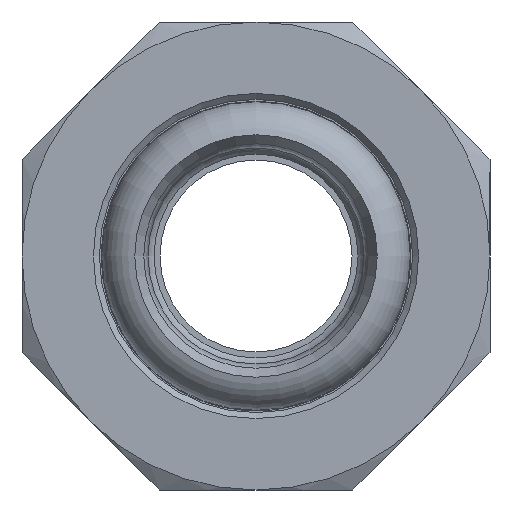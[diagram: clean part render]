
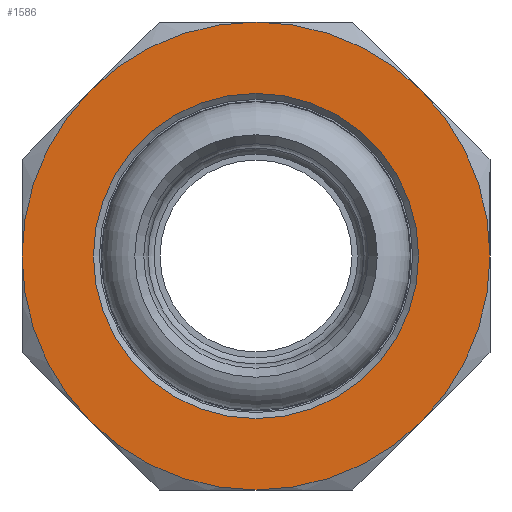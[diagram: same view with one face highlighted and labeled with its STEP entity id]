
A CAD part, front view. The second image highlights one B-rep face of the part: STEP entity #1586.
In plain terms, the highlighted planar face has unit normal (0, -1, 0).
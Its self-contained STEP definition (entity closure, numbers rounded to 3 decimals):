
#16=FACE_BOUND('',#401,.T.);
#74=PLANE('',#1799);
#307=FACE_OUTER_BOUND('',#400,.T.);
#400=EDGE_LOOP('',(#1318,#1319,#1320,#1321,#1322,#1323,#1324,#1325));
#401=EDGE_LOOP('',(#1326));
#537=CIRCLE('',#1767,19.5);
#538=CIRCLE('',#1769,19.5);
#539=CIRCLE('',#1771,19.5);
#540=CIRCLE('',#1773,19.5);
#541=CIRCLE('',#1775,19.5);
#542=CIRCLE('',#1777,19.5);
#543=CIRCLE('',#1779,19.5);
#544=CIRCLE('',#1781,19.5);
#551=CIRCLE('',#1800,13.55);
#697=VERTEX_POINT('',#2732);
#699=VERTEX_POINT('',#2737);
#700=VERTEX_POINT('',#2743);
#702=VERTEX_POINT('',#2753);
#704=VERTEX_POINT('',#2763);
#707=VERTEX_POINT('',#2777);
#709=VERTEX_POINT('',#2787);
#711=VERTEX_POINT('',#2797);
#719=VERTEX_POINT('',#2845);
#902=EDGE_CURVE('',#699,#697,#537,.T.);
#905=EDGE_CURVE('',#697,#700,#538,.T.);
#908=EDGE_CURVE('',#700,#702,#539,.T.);
#911=EDGE_CURVE('',#702,#704,#540,.T.);
#913=EDGE_CURVE('',#704,#707,#541,.T.);
#916=EDGE_CURVE('',#707,#709,#542,.T.);
#919=EDGE_CURVE('',#709,#711,#543,.T.);
#922=EDGE_CURVE('',#711,#699,#544,.T.);
#940=EDGE_CURVE('',#719,#719,#551,.T.);
#1318=ORIENTED_EDGE('',*,*,#916,.F.);
#1319=ORIENTED_EDGE('',*,*,#913,.F.);
#1320=ORIENTED_EDGE('',*,*,#911,.F.);
#1321=ORIENTED_EDGE('',*,*,#908,.F.);
#1322=ORIENTED_EDGE('',*,*,#905,.F.);
#1323=ORIENTED_EDGE('',*,*,#902,.F.);
#1324=ORIENTED_EDGE('',*,*,#922,.F.);
#1325=ORIENTED_EDGE('',*,*,#919,.F.);
#1326=ORIENTED_EDGE('',*,*,#940,.F.);
#1586=ADVANCED_FACE('',(#307,#16),#74,.T.);
#1767=AXIS2_PLACEMENT_3D('',#2741,#2159,#2160);
#1769=AXIS2_PLACEMENT_3D('',#2751,#2163,#2164);
#1771=AXIS2_PLACEMENT_3D('',#2761,#2167,#2168);
#1773=AXIS2_PLACEMENT_3D('',#2771,#2171,#2172);
#1775=AXIS2_PLACEMENT_3D('',#2778,#2175,#2176);
#1777=AXIS2_PLACEMENT_3D('',#2788,#2179,#2180);
#1779=AXIS2_PLACEMENT_3D('',#2798,#2183,#2184);
#1781=AXIS2_PLACEMENT_3D('',#2807,#2187,#2188);
#1799=AXIS2_PLACEMENT_3D('',#2844,#2233,#2234);
#1800=AXIS2_PLACEMENT_3D('',#2846,#2235,#2236);
#2159=DIRECTION('center_axis',(0.,1.,0.));
#2160=DIRECTION('ref_axis',(-1.,0.,0.));
#2163=DIRECTION('center_axis',(0.,1.,0.));
#2164=DIRECTION('ref_axis',(-1.,0.,0.));
#2167=DIRECTION('center_axis',(0.,1.,0.));
#2168=DIRECTION('ref_axis',(-1.,0.,0.));
#2171=DIRECTION('center_axis',(0.,1.,0.));
#2172=DIRECTION('ref_axis',(-1.,0.,0.));
#2175=DIRECTION('center_axis',(0.,1.,0.));
#2176=DIRECTION('ref_axis',(-1.,0.,0.));
#2179=DIRECTION('center_axis',(0.,1.,0.));
#2180=DIRECTION('ref_axis',(-1.,0.,0.));
#2183=DIRECTION('center_axis',(0.,1.,0.));
#2184=DIRECTION('ref_axis',(-1.,0.,0.));
#2187=DIRECTION('center_axis',(0.,1.,0.));
#2188=DIRECTION('ref_axis',(-1.,0.,0.));
#2233=DIRECTION('center_axis',(0.,-1.,0.));
#2234=DIRECTION('ref_axis',(0.,0.,1.));
#2235=DIRECTION('center_axis',(0.,-1.,0.));
#2236=DIRECTION('ref_axis',(0.,0.,1.));
#2732=CARTESIAN_POINT('',(0.,-8.25,19.5));
#2737=CARTESIAN_POINT('',(-13.789,-8.25,13.789));
#2741=CARTESIAN_POINT('Origin',(0.,-8.25,0.));
#2743=CARTESIAN_POINT('',(13.789,-8.25,13.789));
#2751=CARTESIAN_POINT('Origin',(0.,-8.25,0.));
#2753=CARTESIAN_POINT('',(19.5,-8.25,0.));
#2761=CARTESIAN_POINT('Origin',(0.,-8.25,0.));
#2763=CARTESIAN_POINT('',(13.789,-8.25,-13.789));
#2771=CARTESIAN_POINT('Origin',(0.,-8.25,0.));
#2777=CARTESIAN_POINT('',(0.,-8.25,-19.5));
#2778=CARTESIAN_POINT('Origin',(0.,-8.25,0.));
#2787=CARTESIAN_POINT('',(-13.789,-8.25,-13.789));
#2788=CARTESIAN_POINT('Origin',(0.,-8.25,0.));
#2797=CARTESIAN_POINT('',(-19.5,-8.25,0.));
#2798=CARTESIAN_POINT('Origin',(0.,-8.25,0.));
#2807=CARTESIAN_POINT('Origin',(0.,-8.25,0.));
#2844=CARTESIAN_POINT('Origin',(0.,-8.25,-19.5));
#2845=CARTESIAN_POINT('',(0.,-8.25,-13.55));
#2846=CARTESIAN_POINT('Origin',(0.,-8.25,0.));
